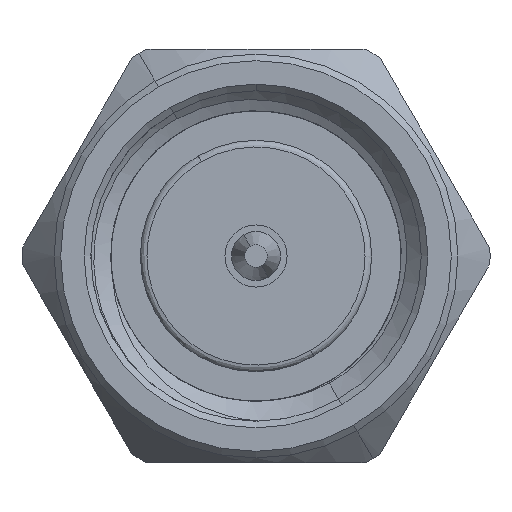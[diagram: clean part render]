
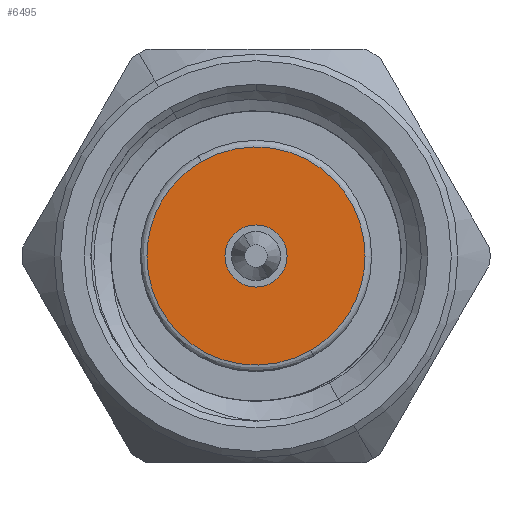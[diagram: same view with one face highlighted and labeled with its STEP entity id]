
A CAD part, left-side view. The second image highlights one B-rep face of the part: STEP entity #6495.
In plain terms, the highlighted planar face has unit normal (-1, 0, 0).
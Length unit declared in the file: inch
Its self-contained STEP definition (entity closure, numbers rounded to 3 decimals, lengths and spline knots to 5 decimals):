
#177 = CARTESIAN_POINT ( 'NONE',  ( 0.06034, -0.04125, -0.07145 ) ) ;
#270 = VERTEX_POINT ( 'NONE', #177 ) ;
#307 = DIRECTION ( 'NONE',  ( 0., -0.5, -0.866 ) ) ;
#789 = EDGE_LOOP ( 'NONE', ( #6587, #6724 ) ) ;
#1011 = CARTESIAN_POINT ( 'NONE',  ( 0.06034, 0.18414, -0.01105 ) ) ;
#1142 = ORIENTED_EDGE ( 'NONE', *, *, #4090, .F. ) ;
#1748 = CARTESIAN_POINT ( 'NONE',  ( 0.06034, 0.01175, 0.02035 ) ) ;
#1942 = EDGE_CURVE ( 'NONE', #270, #5105, #2082, .T. ) ;
#2082 =( BOUNDED_CURVE ( )  B_SPLINE_CURVE ( 3, ( #2377, #8170, #1011, #4271 ),
 .UNSPECIFIED., .F., .F. ) 
 B_SPLINE_CURVE_WITH_KNOTS ( ( 4, 4 ),
 ( 0., 1. ),
 .UNSPECIFIED. ) 
 CURVE ( )  GEOMETRIC_REPRESENTATION_ITEM ( )  RATIONAL_B_SPLINE_CURVE ( ( 1., 0.333, 0.333, 1. ) ) 
 REPRESENTATION_ITEM ( '' )  );
#2093 = CARTESIAN_POINT ( 'NONE',  ( 0.06034, -0.01175, -0.02035 ) ) ;
#2377 = CARTESIAN_POINT ( 'NONE',  ( 0.06034, -0.04125, -0.07145 ) ) ;
#2731 = CARTESIAN_POINT ( 'NONE',  ( 0.06034, -0.18414, 0.01105 ) ) ;
#3039 = DIRECTION ( 'NONE',  ( 0., -0.5, -0.866 ) ) ;
#3057 = FACE_BOUND ( 'NONE', #7118, .T. ) ;
#3289 = CIRCLE ( 'NONE', #5418, 0.0235 ) ;
#3702 = ORIENTED_EDGE ( 'NONE', *, *, #7562, .F. ) ;
#3965 = DIRECTION ( 'NONE',  ( -1., 0., 0. ) ) ;
#4090 = EDGE_CURVE ( 'NONE', #8460, #6534, #3289, .T. ) ;
#4271 = CARTESIAN_POINT ( 'NONE',  ( 0.06034, 0.04125, 0.07145 ) ) ;
#4625 = CARTESIAN_POINT ( 'NONE',  ( 0.06034, 0.04125, 0.07145 ) ) ;
#4839 = DIRECTION ( 'NONE',  ( 1., 0., 0. ) ) ;
#5018 = CIRCLE ( 'NONE', #8315, 0.0235 ) ;
#5105 = VERTEX_POINT ( 'NONE', #4625 ) ;
#5418 = AXIS2_PLACEMENT_3D ( 'NONE', #6304, #5687, #3039 ) ;
#5687 = DIRECTION ( 'NONE',  ( -1., 0., 0. ) ) ;
#5879 =( BOUNDED_CURVE ( )  B_SPLINE_CURVE ( 3, ( #7939, #8018, #2731, #8051 ),
 .UNSPECIFIED., .F., .F. ) 
 B_SPLINE_CURVE_WITH_KNOTS ( ( 4, 4 ),
 ( 0., 1. ),
 .UNSPECIFIED. ) 
 CURVE ( )  GEOMETRIC_REPRESENTATION_ITEM ( )  RATIONAL_B_SPLINE_CURVE ( ( 1., 0.333, 0.333, 1. ) ) 
 REPRESENTATION_ITEM ( '' )  );
#6304 = CARTESIAN_POINT ( 'NONE',  ( 0.06034, 0., 0. ) ) ;
#6495 = ADVANCED_FACE ( 'NONE', ( #3057, #8097 ), #8234, .F. ) ;
#6534 = VERTEX_POINT ( 'NONE', #1748 ) ;
#6587 = ORIENTED_EDGE ( 'NONE', *, *, #1942, .F. ) ;
#6594 = DIRECTION ( 'NONE',  ( 0., -0.5, -0.866 ) ) ;
#6625 = CARTESIAN_POINT ( 'NONE',  ( 0.06034, 0., 0. ) ) ;
#6724 = ORIENTED_EDGE ( 'NONE', *, *, #8417, .F. ) ;
#7118 = EDGE_LOOP ( 'NONE', ( #1142, #3702 ) ) ;
#7429 = CARTESIAN_POINT ( 'NONE',  ( 0.06034, 0., 0. ) ) ;
#7442 = AXIS2_PLACEMENT_3D ( 'NONE', #7429, #4839, #307 ) ;
#7562 = EDGE_CURVE ( 'NONE', #6534, #8460, #5018, .T. ) ;
#7939 = CARTESIAN_POINT ( 'NONE',  ( 0.06034, 0.04125, 0.07145 ) ) ;
#8018 = CARTESIAN_POINT ( 'NONE',  ( 0.06034, -0.10164, 0.15395 ) ) ;
#8051 = CARTESIAN_POINT ( 'NONE',  ( 0.06034, -0.04125, -0.07145 ) ) ;
#8097 = FACE_OUTER_BOUND ( 'NONE', #789, .T. ) ;
#8170 = CARTESIAN_POINT ( 'NONE',  ( 0.06034, 0.10164, -0.15395 ) ) ;
#8234 = PLANE ( 'NONE',  #7442 ) ;
#8315 = AXIS2_PLACEMENT_3D ( 'NONE', #6625, #3965, #6594 ) ;
#8417 = EDGE_CURVE ( 'NONE', #5105, #270, #5879, .T. ) ;
#8460 = VERTEX_POINT ( 'NONE', #2093 ) ;
